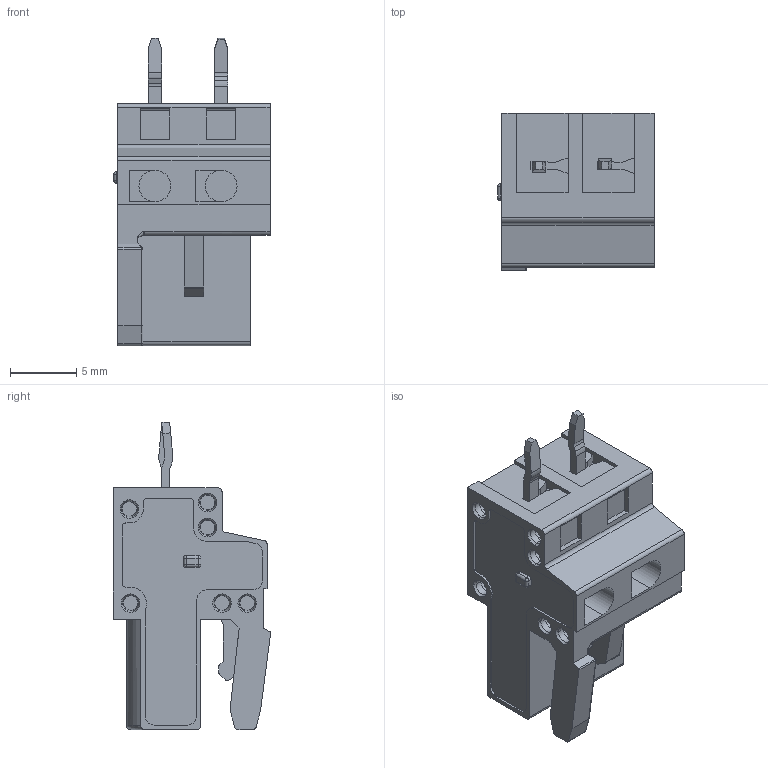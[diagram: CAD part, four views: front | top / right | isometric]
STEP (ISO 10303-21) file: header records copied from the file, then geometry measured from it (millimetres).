
FILE_DESCRIPTION((''),'2;1');
FILE_NAME('02','2020-06-18T',('P'),(''),'PRO/ENGINEER BY PARAMETRIC TECHNOLOGY CORPORATION, 2010280','PRO/ENGINEER BY PARAMETRIC TECHNOLOGY CORPORATION, 2010280','');
FILE_SCHEMA(('CONFIG_CONTROL_DESIGN'));
Length unit declared in the file: millimetre
Products named in the file (1): 02
Bounding box: 11.8 x 11.86 x 23.2 mm (x, y, z)
Volume: 1186.1 mm3; surface area: 2303.7 mm2
Topology: 1 solids, 13 shells, 874 faces, 2271 edges, 1409 vertices
Faces by surface type: plane 468, cylinder 262, cone 121, sphere 15, torus 4, bspline 4
Entity records: 26630 total; most frequent: CARTESIAN_POINT 4993, ORIENTED_EDGE 4514, DIRECTION 4493, EDGE_CURVE 2257, VECTOR 1613, LINE 1613, AXIS2_PLACEMENT_3D 1440, VERTEX_POINT 1409
